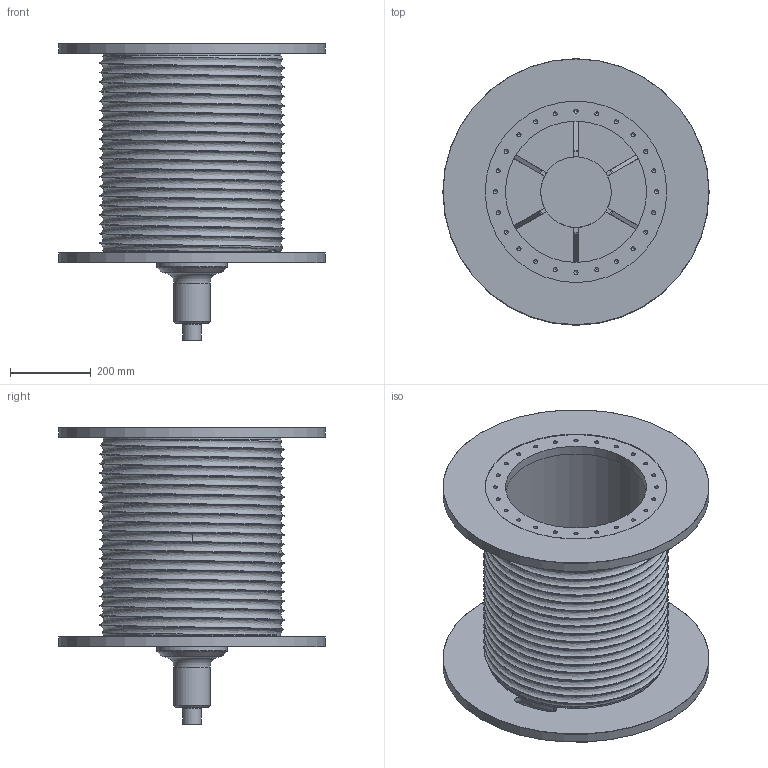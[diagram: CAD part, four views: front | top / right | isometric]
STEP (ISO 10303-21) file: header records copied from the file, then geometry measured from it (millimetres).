
FILE_DESCRIPTION((''),'2;1');
FILE_NAME('Drum Welding Assembly.stp','2011-07-11T23:32:33',('Eyecon Office'),(''),'Autodesk Inventor 2012','Autodesk Inventor 2012','');
FILE_SCHEMA(('AUTOMOTIVE_DESIGN { 1 0 10303 214 1 1 1 1 }'));
Length unit declared in the file: millimetre
Products named in the file (6): Drum Welding Assembly; drum; flange-1; flange-2; bolt; Rib
Assembly tree (10 placements, depth 2):
  Drum Welding Assembly
    drum
    flange-1
    flange-2
    bolt
    Rib  x6
Bounding box: 660 x 660 x 736.5 mm (x, y, z)
Volume: 40790545.1 mm3; surface area: 3240695.7 mm2
Topology: 10 solids, 10 shells, 234 faces, 579 edges, 381 vertices
Faces by surface type: cylinder 125, plane 66, cone 33, torus 8, bspline 2
Full cylindrical faces by diameter (mm): 10.106 x48, 13.835 x6, 45 x1, 90 x1, 175 x2, 350 x1, 380 x1, 400 x2, 410 x2, 430 x2, 440 x3, 450 x1, 660 x2
Entity records: 19010 total; most frequent: CARTESIAN_POINT 15595, DIRECTION 753, ORIENTED_EDGE 450, AXIS2_PLACEMENT_3D 363, EDGE_LOOP 338, EDGE_CURVE 225, VERTEX_POINT 199, CIRCLE 190
